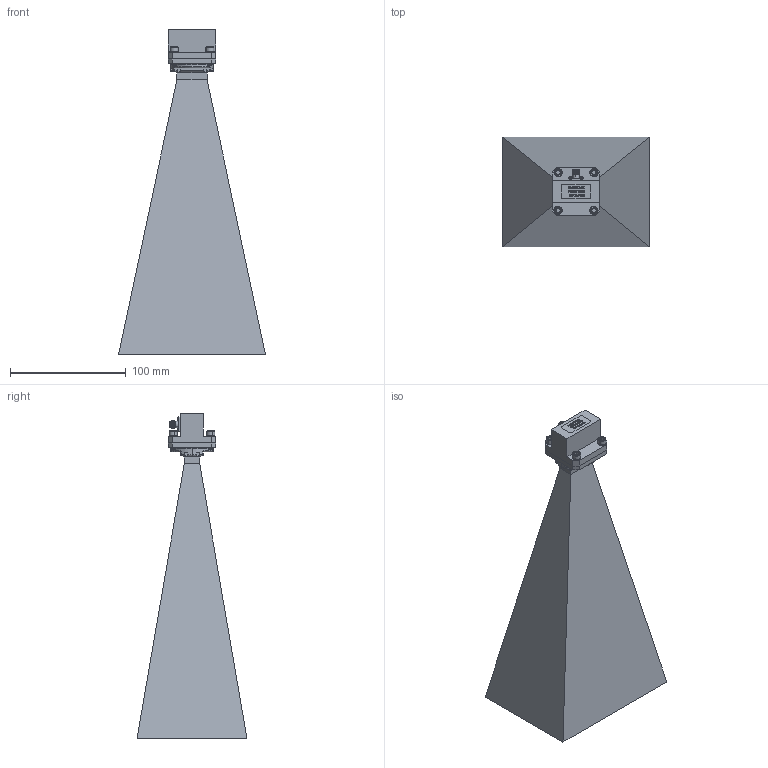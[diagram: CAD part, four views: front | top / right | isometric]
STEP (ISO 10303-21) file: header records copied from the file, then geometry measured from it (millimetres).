
FILE_DESCRIPTION (( 'STEP AP214' ), '1' );
FILE_NAME ('PE9856-SF-20.STEP', '2018-03-06T00:07:52', ( '' ), ( '' ), 'SwSTEP 2.0', 'SolidWorks 2017', '' );
FILE_SCHEMA (( 'AUTOMOTIVE_DESIGN' ));
Length unit declared in the file: inch
Products named in the file (4): PE9856-SF-20; PE9856-20; Copy of Hex Screw^PE9856-SF-20; PE9804
Assembly tree (6 placements, depth 2):
  PE9856-SF-20
    PE9856-20
    PE9804
    Copy of Hex Screw^PE9856-SF-20  x4
Bounding box: 127 x 95.1 x 280.97 mm (x, y, z)
Volume: 129201.8 mm3; surface area: 140783.9 mm2
Topology: 11 solids, 11 shells, 897 faces, 2637 edges, 1833 vertices
Faces by surface type: cylinder 446, plane 280, cone 102, bspline 53, torus 16
Entity records: 31129 total; most frequent: CARTESIAN_POINT 13366, ORIENTED_EDGE 3928, DIRECTION 2779, EDGE_CURVE 1964, VERTEX_POINT 1404, AXIS2_PLACEMENT_3D 959, VECTOR 861, LINE 861
